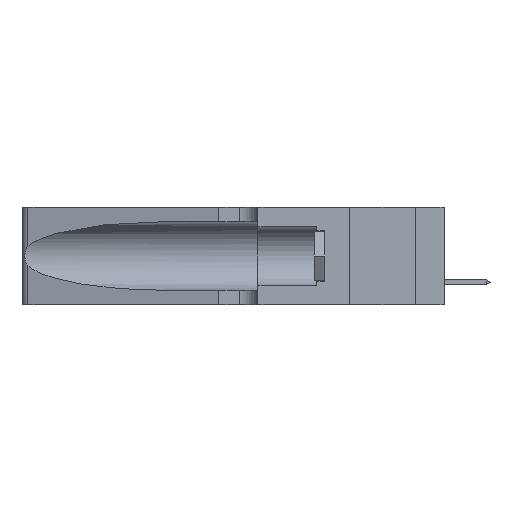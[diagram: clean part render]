
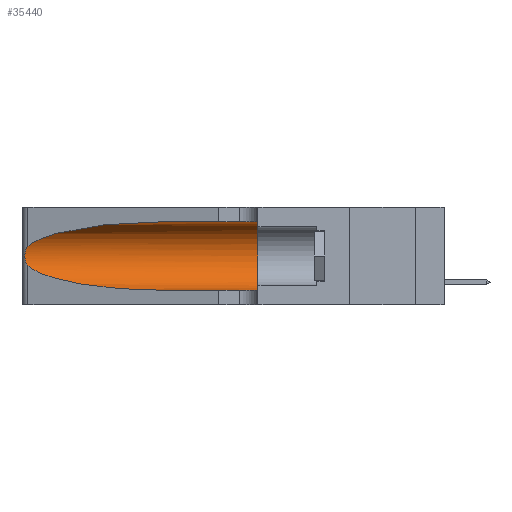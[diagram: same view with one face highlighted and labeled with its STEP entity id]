
A CAD part, left-side view. The second image highlights one B-rep face of the part: STEP entity #35440.
In plain terms, the highlighted cylindrical face has radius 3.308 mm (diameter 6.617 mm), a partial arc.
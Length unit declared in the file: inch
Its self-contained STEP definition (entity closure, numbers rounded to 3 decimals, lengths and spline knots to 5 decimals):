
#334 = VERTEX_POINT ( 'NONE', #13273 ) ;
#553 = EDGE_CURVE ( 'NONE', #334, #6600, #1486, .T. ) ;
#729 = AXIS2_PLACEMENT_3D ( 'NONE', #15251, #1306, #1182 ) ;
#741 = VERTEX_POINT ( 'NONE', #3203 ) ;
#1094 = DIRECTION ( 'NONE',  ( 0., 1., 0. ) ) ;
#1182 = DIRECTION ( 'NONE',  ( 0., 0., -1. ) ) ;
#1306 = DIRECTION ( 'NONE',  ( 0., -1., 0. ) ) ;
#1486 = LINE ( 'NONE', #7326, #3233 ) ;
#1729 = CARTESIAN_POINT ( 'NONE',  ( 0.26075, 1.23896, 0.19203 ) ) ;
#2030 = EDGE_LOOP ( 'NONE', ( #33084, #28892, #10124, #13633, #7124, #3360 ) ) ;
#3203 = CARTESIAN_POINT ( 'NONE',  ( 0.25487, 1.22718, 0.14631 ) ) ;
#3233 = VECTOR ( 'NONE', #29414, 39.37008 ) ;
#3360 = ORIENTED_EDGE ( 'NONE', *, *, #553, .F. ) ;
#4270 = CARTESIAN_POINT ( 'NONE',  ( 0.25555, 1.22994, 0.2215 ) ) ;
#4390 = CARTESIAN_POINT ( 'NONE',  ( 0.25639, 1.23184, 0.21858 ) ) ;
#5378 = VERTEX_POINT ( 'NONE', #18657 ) ;
#6600 = VERTEX_POINT ( 'NONE', #10166 ) ;
#6751 =( BOUNDED_CURVE ( )  B_SPLINE_CURVE ( 3, ( #34781, #29627, #7428, #9743 ),
 .UNSPECIFIED., .F., .T. ) 
 B_SPLINE_CURVE_WITH_KNOTS ( ( 4, 4 ),
 ( 3.44316, 4.71239 ),
 .UNSPECIFIED. ) 
 CURVE ( )  GEOMETRIC_REPRESENTATION_ITEM ( )  RATIONAL_B_SPLINE_CURVE ( ( 1., 0.87, 0.87, 1. ) ) 
 REPRESENTATION_ITEM ( '' )  );
#6831 = CARTESIAN_POINT ( 'NONE',  ( 0.25487, 1.22718, 0.14631 ) ) ;
#7080 = CARTESIAN_POINT ( 'NONE',  ( 0.26018, 1.23835, 0.19895 ) ) ;
#7124 = ORIENTED_EDGE ( 'NONE', *, *, #29000, .F. ) ;
#7326 = CARTESIAN_POINT ( 'NONE',  ( 0.1305, 1.61858, 0.31525 ) ) ;
#7428 = CARTESIAN_POINT ( 'NONE',  ( 0.18966, 0.96281, 0.05475 ) ) ;
#9743 = CARTESIAN_POINT ( 'NONE',  ( 0.1305, 0.72297, 0.05475 ) ) ;
#9768 = CARTESIAN_POINT ( 'NONE',  ( 0.25789, 1.23486, 0.15765 ) ) ;
#10124 = ORIENTED_EDGE ( 'NONE', *, *, #10404, .T. ) ;
#10166 = CARTESIAN_POINT ( 'NONE',  ( 0.1305, 0.35, 0.31525 ) ) ;
#10404 = EDGE_CURVE ( 'NONE', #741, #22641, #6751, .T. ) ;
#11924 = CARTESIAN_POINT ( 'NONE',  ( 0.1305, 0.72297, 0.05475 ) ) ;
#12636 = CYLINDRICAL_SURFACE ( 'NONE', #729, 0.13025 ) ;
#12775 = CARTESIAN_POINT ( 'NONE',  ( 0.25487, 1.22718, 0.22369 ) ) ;
#13273 = CARTESIAN_POINT ( 'NONE',  ( 0.1305, 0.72297, 0.31525 ) ) ;
#13633 = ORIENTED_EDGE ( 'NONE', *, *, #29418, .T. ) ;
#15195 = CARTESIAN_POINT ( 'NONE',  ( 0.25787, 1.23484, 0.2124 ) ) ;
#15251 = CARTESIAN_POINT ( 'NONE',  ( 0.1305, 1.61858, 0.185 ) ) ;
#16019 = CIRCLE ( 'NONE', #34681, 0.13025 ) ;
#17891 = CARTESIAN_POINT ( 'NONE',  ( 0.26017, 1.23833, 0.17102 ) ) ;
#18657 = CARTESIAN_POINT ( 'NONE',  ( 0.1305, 0.35, 0.05475 ) ) ;
#18724 = CARTESIAN_POINT ( 'NONE',  ( 0.18966, 0.96281, 0.31525 ) ) ;
#20657 = CARTESIAN_POINT ( 'NONE',  ( 0.25854, 1.2359, 0.20912 ) ) ;
#20875 = CARTESIAN_POINT ( 'NONE',  ( 0.1305, 0.35, 0.185 ) ) ;
#21212 = LINE ( 'NONE', #32851, #26850 ) ;
#22641 = VERTEX_POINT ( 'NONE', #11924 ) ;
#23552 = DIRECTION ( 'NONE',  ( 0., 0., 1. ) ) ;
#23817 = CARTESIAN_POINT ( 'NONE',  ( 0.25555, 1.22993, 0.14849 ) ) ;
#24194 = EDGE_CURVE ( 'NONE', #334, #29307, #33640, .T. ) ;
#24521 = CARTESIAN_POINT ( 'NONE',  ( 0.2373, 1.15595, 0.28018 ) ) ;
#26070 = FACE_OUTER_BOUND ( 'NONE', #2030, .T. ) ;
#26610 = CARTESIAN_POINT ( 'NONE',  ( 0.25856, 1.23593, 0.16098 ) ) ;
#26850 = VECTOR ( 'NONE', #33199, 39.37008 ) ;
#28892 = ORIENTED_EDGE ( 'NONE', *, *, #30345, .T. ) ;
#29000 = EDGE_CURVE ( 'NONE', #6600, #5378, #16019, .T. ) ;
#29307 = VERTEX_POINT ( 'NONE', #33085 ) ;
#29414 = DIRECTION ( 'NONE',  ( 0., -1., 0. ) ) ;
#29418 = EDGE_CURVE ( 'NONE', #22641, #5378, #21212, .T. ) ;
#29421 = CARTESIAN_POINT ( 'NONE',  ( 0.26075, 1.23896, 0.178 ) ) ;
#29627 = CARTESIAN_POINT ( 'NONE',  ( 0.2373, 1.15595, 0.08982 ) ) ;
#30089 = B_SPLINE_CURVE_WITH_KNOTS ( 'NONE', 3,
 ( #12775, #4270, #4390, #15195, #20657, #7080, #1729, #29421, #17891, #26610, #9768, #34807, #23817, #6831 ),
 .UNSPECIFIED., .F., .F.,
 ( 4, 2, 2, 2, 2, 2, 4 ),
 ( 0., 0.00027, 0.00053, 0.00107, 0.0016, 0.00187, 0.00214 ),
 .UNSPECIFIED. ) ;
#30097 = CARTESIAN_POINT ( 'NONE',  ( 0.1305, 0.72297, 0.31525 ) ) ;
#30345 = EDGE_CURVE ( 'NONE', #29307, #741, #30089, .T. ) ;
#32851 = CARTESIAN_POINT ( 'NONE',  ( 0.1305, 1.61858, 0.05475 ) ) ;
#33084 = ORIENTED_EDGE ( 'NONE', *, *, #24194, .T. ) ;
#33085 = CARTESIAN_POINT ( 'NONE',  ( 0.25487, 1.22718, 0.22369 ) ) ;
#33199 = DIRECTION ( 'NONE',  ( 0., -1., 0. ) ) ;
#33640 =( BOUNDED_CURVE ( )  B_SPLINE_CURVE ( 3, ( #30097, #18724, #24521, #35618 ),
 .UNSPECIFIED., .F., .F. ) 
 B_SPLINE_CURVE_WITH_KNOTS ( ( 4, 4 ),
 ( 1.5708, 2.84003 ),
 .UNSPECIFIED. ) 
 CURVE ( )  GEOMETRIC_REPRESENTATION_ITEM ( )  RATIONAL_B_SPLINE_CURVE ( ( 1., 0.87, 0.87, 1. ) ) 
 REPRESENTATION_ITEM ( '' )  );
#34681 = AXIS2_PLACEMENT_3D ( 'NONE', #20875, #1094, #23552 ) ;
#34781 = CARTESIAN_POINT ( 'NONE',  ( 0.25487, 1.22718, 0.14631 ) ) ;
#34807 = CARTESIAN_POINT ( 'NONE',  ( 0.25639, 1.23186, 0.15144 ) ) ;
#35440 = ADVANCED_FACE ( 'NONE', ( #26070 ), #12636, .F. ) ;
#35618 = CARTESIAN_POINT ( 'NONE',  ( 0.25487, 1.22718, 0.22369 ) ) ;
